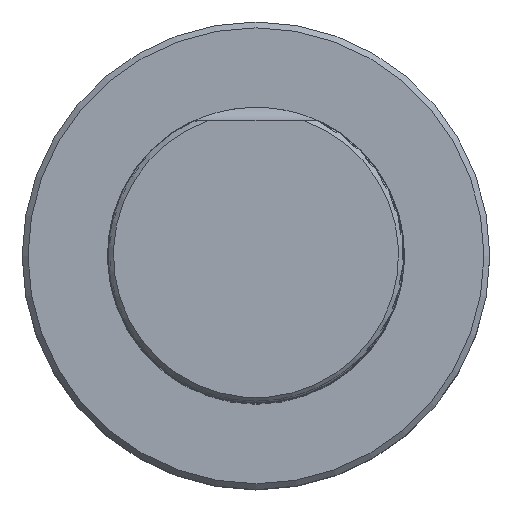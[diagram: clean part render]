
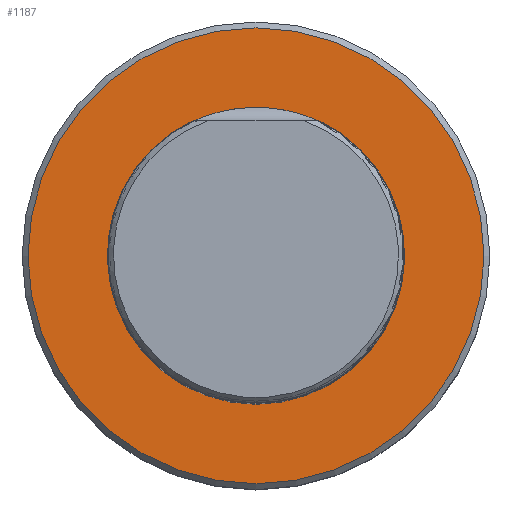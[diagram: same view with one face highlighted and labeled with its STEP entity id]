
A CAD part, top view. The second image highlights one B-rep face of the part: STEP entity #1187.
In plain terms, the highlighted face is planar.
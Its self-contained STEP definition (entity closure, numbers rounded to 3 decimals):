
#305=FACE_BOUND('',#2200,.T.);
#306=FACE_BOUND('',#2201,.T.);
#719=CIRCLE('',#7516,25.396);
#721=CIRCLE('',#7519,39.);
#1187=ADVANCED_FACE('TB_IB_SU_4',(#305,#306),#1565,.T.);
#1565=PLANE('',#7523);
#2200=EDGE_LOOP('',(#3091));
#2201=EDGE_LOOP('',(#3092));
#3091=ORIENTED_EDGE('',*,*,#5571,.T.);
#3092=ORIENTED_EDGE('',*,*,#5569,.T.);
#4819=VERTEX_POINT('',#13829);
#4821=VERTEX_POINT('',#13834);
#5569=EDGE_CURVE('',#4819,#4819,#719,.T.);
#5571=EDGE_CURVE('',#4821,#4821,#721,.T.);
#7516=AXIS2_PLACEMENT_3D('',#13828,#8577,#8578);
#7519=AXIS2_PLACEMENT_3D('',#13833,#8583,#8584);
#7523=AXIS2_PLACEMENT_3D('',#13839,#8591,#8592);
#8577=DIRECTION('',(0.,-1.,0.));
#8578=DIRECTION('',(0.,0.,-1.));
#8583=DIRECTION('',(0.,1.,0.));
#8584=DIRECTION('',(0.,0.,1.));
#8591=DIRECTION('',(0.,1.,0.));
#8592=DIRECTION('',(0.,0.,1.));
#13828=CARTESIAN_POINT('',(0.,0.,0.));
#13829=CARTESIAN_POINT('',(0.,0.,-25.396));
#13833=CARTESIAN_POINT('',(0.,0.,0.));
#13834=CARTESIAN_POINT('',(0.,0.,39.));
#13839=CARTESIAN_POINT('',(0.,0.,0.));
